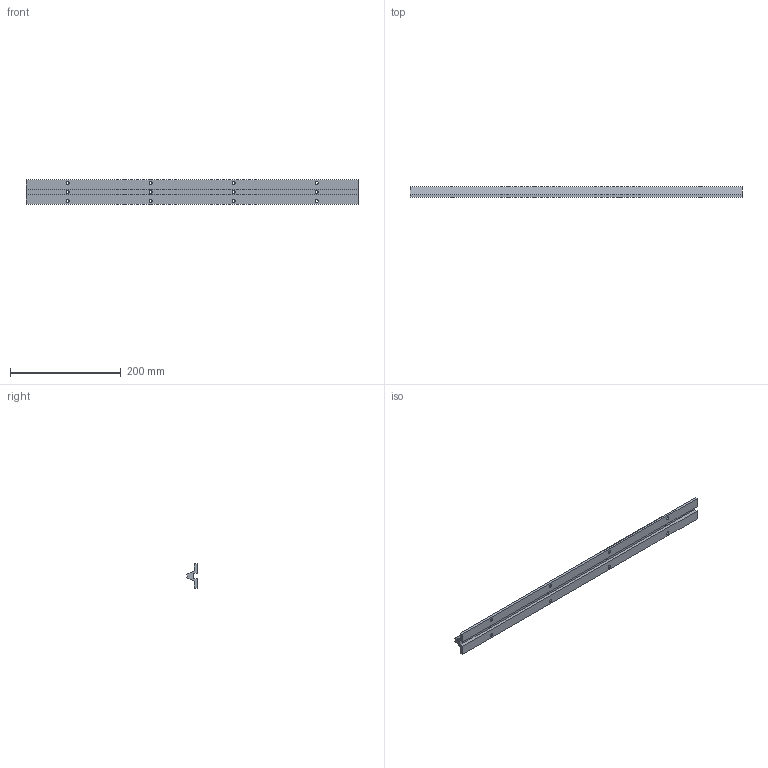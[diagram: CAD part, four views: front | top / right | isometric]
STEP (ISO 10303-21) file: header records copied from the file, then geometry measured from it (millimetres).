
FILE_DESCRIPTION( ( 'STEP AP214' ), ' ' );
FILE_NAME( 'WUM-16 Bohrteilung 150.stp', '2018-03-12T07:56:47', ( '' ), ( '' ), ' ', 'PARTsolutions', ' ' );
FILE_SCHEMA( ( 'AUTOMOTIVE_DESIGN { 1 0 10303 214 1 1 1 1 }' ) );
Length unit declared in the file: millimetre
Products named in the file (1): _WUM-16 Bohrteilung 150
Bounding box: 599.5 x 18.81 x 45 mm (x, y, z)
Volume: 207483.6 mm3; surface area: 79215 mm2
Topology: 1 solids, 1 shells, 31 faces, 99 edges, 66 vertices
Faces by surface type: cylinder 16, plane 15
Full cylindrical faces by diameter (mm): 5.5 x12
Entity records: 1325 total; most frequent: DIRECTION 183, CARTESIAN_POINT 177, ORIENTED_EDGE 166, EDGE_CURVE 83, AXIS2_PLACEMENT_3D 68, EDGE_LOOP 63, VERTEX_POINT 62, LINE 47
